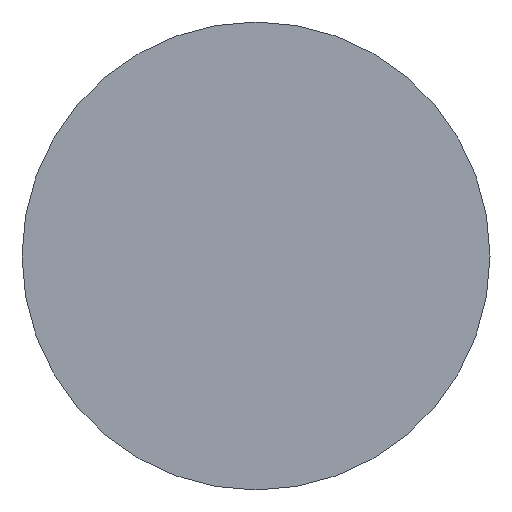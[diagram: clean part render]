
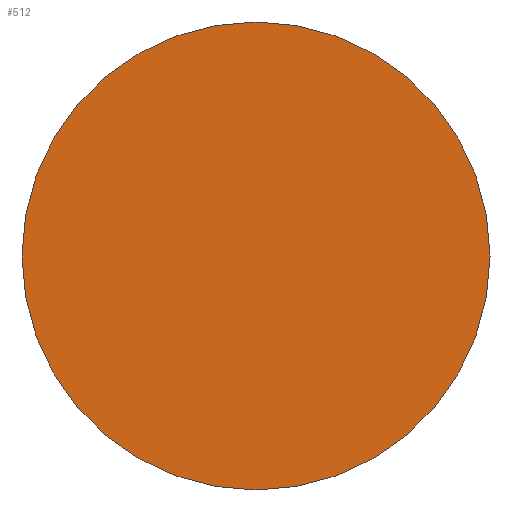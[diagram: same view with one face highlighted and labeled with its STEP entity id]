
A CAD part, front view. The second image highlights one B-rep face of the part: STEP entity #512.
In plain terms, the highlighted planar face has unit normal (0, -1, 0).
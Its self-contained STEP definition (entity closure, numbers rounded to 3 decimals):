
#42 = DIRECTION ( 'NONE',  ( 0., -1., 0. ) ) ;
#43 = CIRCLE ( 'NONE', #780, 2.5 ) ;
#70 = DIRECTION ( 'NONE',  ( 0., -1., 0. ) ) ;
#105 = ORIENTED_EDGE ( 'NONE', *, *, #623, .T. ) ;
#106 = PLANE ( 'NONE',  #306 ) ;
#107 = EDGE_CURVE ( 'Defeature ausgef�hrt1_19+Defeature ausgef�hrt1_18+Defeature ausgef�hrt1_18+Defeature ausgef�hrt1_18', #915, #391, #436, .T. ) ;
#110 = CARTESIAN_POINT ( 'NONE',  ( 0., -26., 0. ) ) ;
#173 = CARTESIAN_POINT ( 'NONE',  ( 0., -26., -2.5 ) ) ;
#177 = FACE_OUTER_BOUND ( 'NONE', #699, .T. ) ;
#197 = AXIS2_PLACEMENT_3D ( 'NONE', #483, #947, #429 ) ;
#285 = DIRECTION ( 'NONE',  ( 0., 0., -1. ) ) ;
#306 = AXIS2_PLACEMENT_3D ( 'NONE', #110, #42, #405 ) ;
#391 = VERTEX_POINT ( 'NONE', #173 ) ;
#405 = DIRECTION ( 'NONE',  ( 0., 0., -1. ) ) ;
#427 = CARTESIAN_POINT ( 'NONE',  ( 0., -26., 0. ) ) ;
#429 = DIRECTION ( 'NONE',  ( 0., 0., -1. ) ) ;
#436 = CIRCLE ( 'NONE', #197, 2.5 ) ;
#483 = CARTESIAN_POINT ( 'NONE',  ( 0., -26., 0. ) ) ;
#512 = ADVANCED_FACE ( 'Defeature ausgef�hrt1_19', ( #177 ), #106, .T. ) ;
#569 = ORIENTED_EDGE ( 'NONE', *, *, #107, .T. ) ;
#623 = EDGE_CURVE ( 'Defeature ausgef�hrt1_19+Defeature ausgef�hrt1_18+Defeature ausgef�hrt1_18+Defeature ausgef�hrt1_18', #391, #915, #43, .T. ) ;
#699 = EDGE_LOOP ( 'NONE', ( #569, #105 ) ) ;
#780 = AXIS2_PLACEMENT_3D ( 'NONE', #427, #70, #285 ) ;
#788 = CARTESIAN_POINT ( 'NONE',  ( 0., -26., 2.5 ) ) ;
#915 = VERTEX_POINT ( 'NONE', #788 ) ;
#947 = DIRECTION ( 'NONE',  ( 0., -1., 0. ) ) ;
